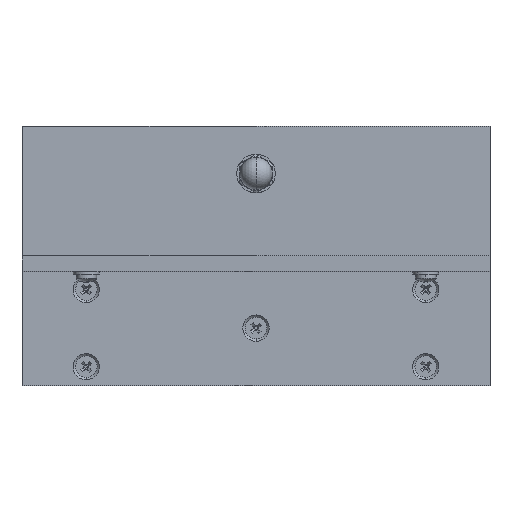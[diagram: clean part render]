
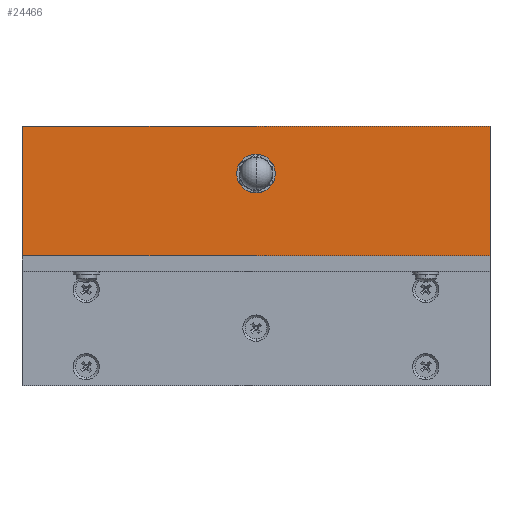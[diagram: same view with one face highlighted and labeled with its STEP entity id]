
A CAD part, top view. The second image highlights one B-rep face of the part: STEP entity #24466.
In plain terms, the highlighted planar face has unit normal (0, 0, 1).
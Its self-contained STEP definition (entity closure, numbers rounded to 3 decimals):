
#1799 = VERTEX_POINT ( 'NONE', #4955 ) ;
#3760 = CARTESIAN_POINT ( 'NONE',  ( 91., 50.5, 0. ) ) ;
#4674 = VERTEX_POINT ( 'NONE', #13490 ) ;
#4955 = CARTESIAN_POINT ( 'NONE',  ( 91., 0., 0. ) ) ;
#5321 = VERTEX_POINT ( 'NONE', #26534 ) ;
#7647 = VERTEX_POINT ( 'NONE', #39505 ) ;
#7891 = LINE ( 'NONE', #15097, #20811 ) ;
#8544 = EDGE_CURVE ( 'NONE', #7647, #48975, #33106, .T. ) ;
#10105 = VECTOR ( 'NONE', #18465, 1000. ) ;
#13282 = ORIENTED_EDGE ( 'NONE', *, *, #8544, .T. ) ;
#13296 = DIRECTION ( 'NONE',  ( 0., 0., -1. ) ) ;
#13490 = CARTESIAN_POINT ( 'NONE',  ( 91., 50.5, 0. ) ) ;
#14146 = CARTESIAN_POINT ( 'NONE',  ( -91., 0., 0. ) ) ;
#14252 = CARTESIAN_POINT ( 'NONE',  ( 0., 32., 0. ) ) ;
#14422 = DIRECTION ( 'NONE',  ( 0., 0., 1. ) ) ;
#14437 = LINE ( 'NONE', #3760, #43153 ) ;
#14708 = ORIENTED_EDGE ( 'NONE', *, *, #23810, .F. ) ;
#14890 = ORIENTED_EDGE ( 'NONE', *, *, #18621, .T. ) ;
#15097 = CARTESIAN_POINT ( 'NONE',  ( 91., 0., 0. ) ) ;
#18465 = DIRECTION ( 'NONE',  ( 0., -1., 0. ) ) ;
#18557 = EDGE_CURVE ( 'NONE', #4674, #1799, #33521, .T. ) ;
#18621 = EDGE_CURVE ( 'NONE', #4674, #7647, #14437, .T. ) ;
#19005 = ORIENTED_EDGE ( 'NONE', *, *, #44721, .F. ) ;
#19076 = DIRECTION ( 'NONE',  ( -1., 0., 0. ) ) ;
#19140 = ORIENTED_EDGE ( 'NONE', *, *, #23457, .F. ) ;
#20811 = VECTOR ( 'NONE', #23238, 1000. ) ;
#21669 = FACE_BOUND ( 'NONE', #23562, .T. ) ;
#22091 = CARTESIAN_POINT ( 'NONE',  ( 91., 0., 0. ) ) ;
#22332 = AXIS2_PLACEMENT_3D ( 'NONE', #14252, #37033, #25889 ) ;
#23238 = DIRECTION ( 'NONE',  ( -1., 0., 0. ) ) ;
#23349 = VECTOR ( 'NONE', #41432, 1000. ) ;
#23457 = EDGE_CURVE ( 'NONE', #39980, #5321, #37381, .T. ) ;
#23562 = EDGE_LOOP ( 'NONE', ( #19140, #19005 ) ) ;
#23810 = EDGE_CURVE ( 'NONE', #1799, #48975, #7891, .T. ) ;
#24466 = ADVANCED_FACE ( 'NONE', ( #21669, #32354 ), #29135, .F. ) ;
#25889 = DIRECTION ( 'NONE',  ( 0., 1., 0. ) ) ;
#26534 = CARTESIAN_POINT ( 'NONE',  ( 0., 24.5, 0. ) ) ;
#28057 = AXIS2_PLACEMENT_3D ( 'NONE', #29374, #13296, #47462 ) ;
#28666 = CARTESIAN_POINT ( 'NONE',  ( 0., 39.5, 0. ) ) ;
#29135 = PLANE ( 'NONE',  #28057 ) ;
#29374 = CARTESIAN_POINT ( 'NONE',  ( 91., 0., 0. ) ) ;
#29545 = CARTESIAN_POINT ( 'NONE',  ( 0., 32., 0. ) ) ;
#31125 = ORIENTED_EDGE ( 'NONE', *, *, #18557, .F. ) ;
#32354 = FACE_OUTER_BOUND ( 'NONE', #42732, .T. ) ;
#33106 = LINE ( 'NONE', #44494, #10105 ) ;
#33521 = LINE ( 'NONE', #22091, #23349 ) ;
#36425 = CIRCLE ( 'NONE', #38798, 7.5 ) ;
#37033 = DIRECTION ( 'NONE',  ( 0., 0., 1. ) ) ;
#37381 = CIRCLE ( 'NONE', #22332, 7.5 ) ;
#38798 = AXIS2_PLACEMENT_3D ( 'NONE', #29545, #14422, #40936 ) ;
#39505 = CARTESIAN_POINT ( 'NONE',  ( -91., 50.5, 0. ) ) ;
#39980 = VERTEX_POINT ( 'NONE', #28666 ) ;
#40936 = DIRECTION ( 'NONE',  ( 0., 1., 0. ) ) ;
#41432 = DIRECTION ( 'NONE',  ( 0., -1., 0. ) ) ;
#42732 = EDGE_LOOP ( 'NONE', ( #13282, #14708, #31125, #14890 ) ) ;
#43153 = VECTOR ( 'NONE', #19076, 1000. ) ;
#44494 = CARTESIAN_POINT ( 'NONE',  ( -91., 0., 0. ) ) ;
#44721 = EDGE_CURVE ( 'NONE', #5321, #39980, #36425, .T. ) ;
#47462 = DIRECTION ( 'NONE',  ( -1., 0., 0. ) ) ;
#48975 = VERTEX_POINT ( 'NONE', #14146 ) ;
